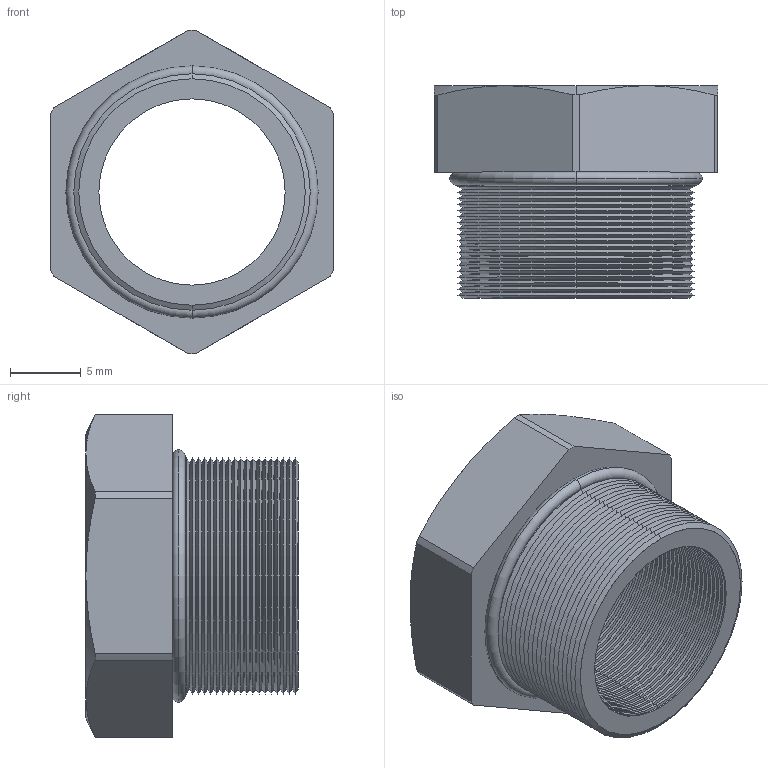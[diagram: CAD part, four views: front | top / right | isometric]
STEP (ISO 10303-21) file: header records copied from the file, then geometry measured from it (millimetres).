
FILE_DESCRIPTION (( 'STEP AP203' ), '1' );
FILE_NAME ('RM-5032-SS-B.STEP', '2006-04-18T08:32:41', ( 'bay06' ), ( '' ), 'SwSTEP 2.0', 'SolidWorks 2008', '' );
FILE_SCHEMA (( 'CONFIG_CONTROL_DESIGN' ));
Length unit declared in the file: inch
Products named in the file (1): RM-5032-SS-B
Bounding box: 20.07 x 14.99 x 22.88 mm (x, y, z)
Volume: 1928.9 mm3; surface area: 3090.2 mm2
Topology: 2 solids, 2 shells, 361 faces, 734 edges, 376 vertices
Faces by surface type: cone 227, cylinder 121, plane 9, torus 4
Entity records: 9281 total; most frequent: DIRECTION 1814, CARTESIAN_POINT 1536, ORIENTED_EDGE 1468, EDGE_CURVE 734, AXIS2_PLACEMENT_3D 730, VERTEX_POINT 376, CIRCLE 368, EDGE_LOOP 364
